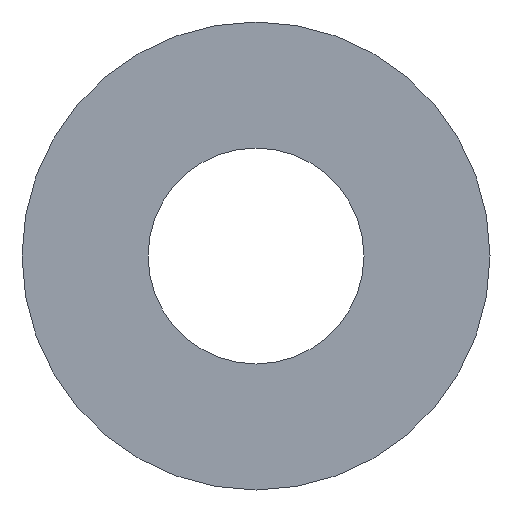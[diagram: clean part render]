
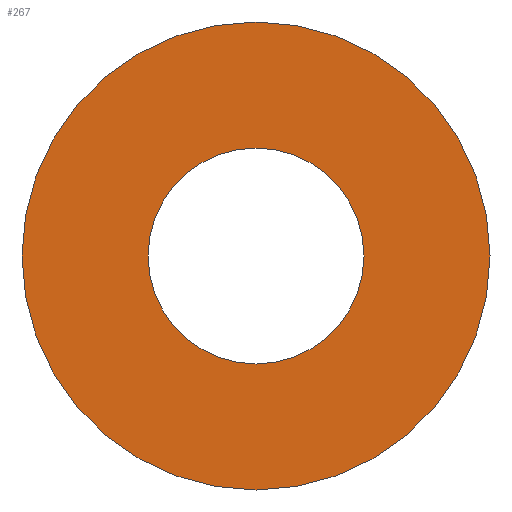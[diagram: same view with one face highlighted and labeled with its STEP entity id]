
A CAD part, front view. The second image highlights one B-rep face of the part: STEP entity #267.
In plain terms, the highlighted planar face has unit normal (0, -1, 0).
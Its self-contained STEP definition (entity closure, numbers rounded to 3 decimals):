
#2 = CARTESIAN_POINT ( 'NONE',  ( 0., 0., 0. ) ) ;
#4 = AXIS2_PLACEMENT_3D ( 'NONE', #81, #44, #18 ) ;
#18 = DIRECTION ( 'NONE',  ( 0., 0., 1. ) ) ;
#22 = DIRECTION ( 'NONE',  ( 0., 1., 0. ) ) ;
#24 = ORIENTED_EDGE ( 'NONE', *, *, #193, .F. ) ;
#31 = ORIENTED_EDGE ( 'NONE', *, *, #265, .T. ) ;
#35 = CIRCLE ( 'NONE', #112, 13. ) ;
#36 = AXIS2_PLACEMENT_3D ( 'NONE', #98, #238, #289 ) ;
#44 = DIRECTION ( 'NONE',  ( 0., 1., 0. ) ) ;
#46 = DIRECTION ( 'NONE',  ( 0., 1., 0. ) ) ;
#72 = VERTEX_POINT ( 'NONE', #256 ) ;
#81 = CARTESIAN_POINT ( 'NONE',  ( 0., 0., 0. ) ) ;
#83 = AXIS2_PLACEMENT_3D ( 'NONE', #2, #22, #184 ) ;
#84 = FACE_BOUND ( 'NONE', #189, .T. ) ;
#94 = CIRCLE ( 'NONE', #4, 13. ) ;
#96 = CARTESIAN_POINT ( 'NONE',  ( 0., 0., 13. ) ) ;
#98 = CARTESIAN_POINT ( 'NONE',  ( 0., 0., 0. ) ) ;
#112 = AXIS2_PLACEMENT_3D ( 'NONE', #273, #143, #260 ) ;
#132 = VERTEX_POINT ( 'NONE', #241 ) ;
#133 = AXIS2_PLACEMENT_3D ( 'NONE', #142, #46, #206 ) ;
#136 = CIRCLE ( 'NONE', #36, 6. ) ;
#137 = VERTEX_POINT ( 'NONE', #191 ) ;
#142 = CARTESIAN_POINT ( 'NONE',  ( 0., 0., 0. ) ) ;
#143 = DIRECTION ( 'NONE',  ( 0., 1., 0. ) ) ;
#167 = CIRCLE ( 'NONE', #83, 6. ) ;
#177 = EDGE_CURVE ( 'NONE', #72, #132, #136, .T. ) ;
#183 = PLANE ( 'NONE',  #133 ) ;
#184 = DIRECTION ( 'NONE',  ( 0., 0., 1. ) ) ;
#185 = VERTEX_POINT ( 'NONE', #96 ) ;
#189 = EDGE_LOOP ( 'NONE', ( #31, #202 ) ) ;
#191 = CARTESIAN_POINT ( 'NONE',  ( 0., 0., -13. ) ) ;
#193 = EDGE_CURVE ( 'NONE', #137, #185, #94, .T. ) ;
#202 = ORIENTED_EDGE ( 'NONE', *, *, #177, .T. ) ;
#205 = EDGE_LOOP ( 'NONE', ( #24, #278 ) ) ;
#206 = DIRECTION ( 'NONE',  ( 0., 0., 1. ) ) ;
#238 = DIRECTION ( 'NONE',  ( 0., 1., 0. ) ) ;
#241 = CARTESIAN_POINT ( 'NONE',  ( 0., 0., -6. ) ) ;
#256 = CARTESIAN_POINT ( 'NONE',  ( 0., 0., 6. ) ) ;
#260 = DIRECTION ( 'NONE',  ( 0., 0., 1. ) ) ;
#265 = EDGE_CURVE ( 'NONE', #132, #72, #167, .T. ) ;
#267 = ADVANCED_FACE ( 'NONE', ( #291, #84 ), #183, .F. ) ;
#271 = EDGE_CURVE ( 'NONE', #185, #137, #35, .T. ) ;
#273 = CARTESIAN_POINT ( 'NONE',  ( 0., 0., 0. ) ) ;
#278 = ORIENTED_EDGE ( 'NONE', *, *, #271, .F. ) ;
#289 = DIRECTION ( 'NONE',  ( 0., 0., 1. ) ) ;
#291 = FACE_OUTER_BOUND ( 'NONE', #205, .T. ) ;
